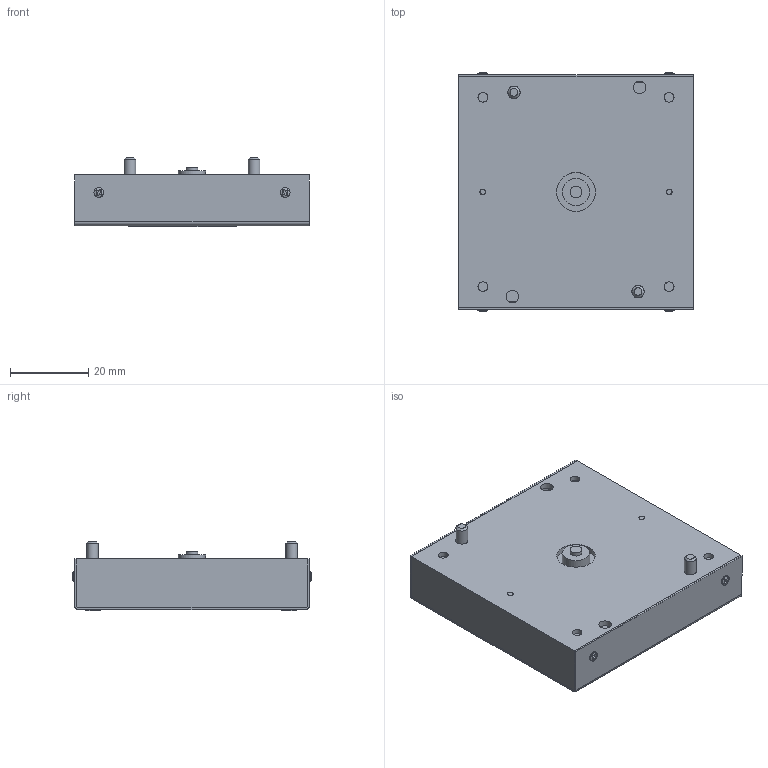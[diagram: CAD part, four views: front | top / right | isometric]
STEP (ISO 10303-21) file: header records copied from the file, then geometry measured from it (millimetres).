
FILE_DESCRIPTION(/* description */ (''),/* implementation_level */ '2;1');
FILE_NAME(/* name */ 'TMCM-1276+Gehaeuse.step',/* time_stamp */ '2019-05-15T11:11:56+02:00',/* author */ (''),/* organization */ (''),/* preprocessor_version */ 'ST-DEVELOPER v18',/* originating_system */ 'Autodesk Translation Framework v8.2.0.1029',/* authorisation */ '');
FILE_SCHEMA (('AUTOMOTIVE_DESIGN { 1 0 10303 214 3 1 1 }'));
Length unit declared in the file: millimetre
Products named in the file (11): (Nicht gespeichert); Base_1; Cover_1; din_7984_8_8_m_3x6_1; Magnet_Holder_Brass_1; Magnet_1; TMCM_1361_din_iso_7049_st2_2x4_5_c_h_1; socket head cap screw_iso_1_ISO 4762 M3 x 6 - 6C; Part9^TMCM-1276; parallel pin unhardened_1_iso_ISO 2338 - 1; TMCM-1276_V10_280218
Assembly tree (19 placements, depth 2):
  (Nicht gespeichert)
    Base_1
    Cover_1
    din_7984_8_8_m_3x6_1  x2
    TMCM_1361_din_iso_7049_st2_2x4_5_c_h_1  x4
    Magnet_Holder_Brass_1
    Magnet_1
    socket head cap screw_iso_1_ISO 4762 M3 x 6 - 6C  x4
    Part9^TMCM-1276  x2
    parallel pin unhardened_1_iso_ISO 2338 - 1  x2
    TMCM-1276_V10_280218
Bounding box: 60 x 61.1 x 17.75 mm (x, y, z)
Volume: 18527.9 mm3; surface area: 31323.5 mm2
Topology: 19 solids, 19 shells, 1127 faces, 3233 edges, 2180 vertices
Faces by surface type: plane 636, cylinder 269, bspline 176, cone 30, torus 12, sphere 4
Full cylindrical faces by diameter (mm): 1 x2, 1.5 x8, 1.63 x8, 2 x4, 2.5 x8, 3 x7, 3.1 x4, 3.2 x8, 4 x2, 5.5 x4, 6 x2, 7 x1, 10 x1
Entity records: 39260 total; most frequent: CARTESIAN_POINT 13678, ORIENTED_EDGE 5618, DIRECTION 4670, EDGE_CURVE 2809, VERTEX_POINT 1894, LINE 1830, VECTOR 1830, AXIS2_PLACEMENT_3D 1420
